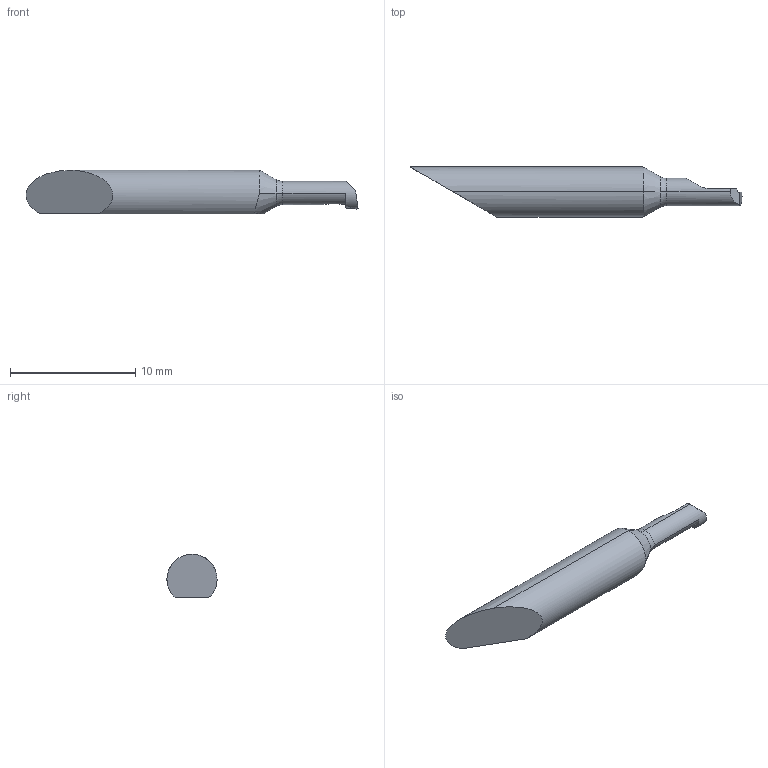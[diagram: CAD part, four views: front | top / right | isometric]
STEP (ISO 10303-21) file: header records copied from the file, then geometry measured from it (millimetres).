
FILE_DESCRIPTION (( 'STEP AP214' ), '1' );
FILE_NAME ('A04-0095-06-22-05YR.STEP', '2017-02-09T07:38:55', ( 'SWIAdmin' ), ( 'Hewlett-Packard Company' ), 'SwSTEP 2.0', 'SolidWorks 2015', '' );
FILE_SCHEMA (( 'AUTOMOTIVE_DESIGN' ));
Length unit declared in the file: millimetre
Products named in the file (1): A04-0095-06-22-05YR
Bounding box: 26.5 x 4 x 3.48 mm (x, y, z)
Volume: 200.9 mm3; surface area: 263.5 mm2
Topology: 1 solids, 1 shells, 29 faces, 70 edges, 43 vertices
Faces by surface type: plane 11, cylinder 8, cone 6, torus 4
Entity records: 924 total; most frequent: CARTESIAN_POINT 274, ORIENTED_EDGE 140, DIRECTION 117, EDGE_CURVE 70, AXIS2_PLACEMENT_3D 46, VERTEX_POINT 43, FACE_OUTER_BOUND 29, EDGE_LOOP 29
